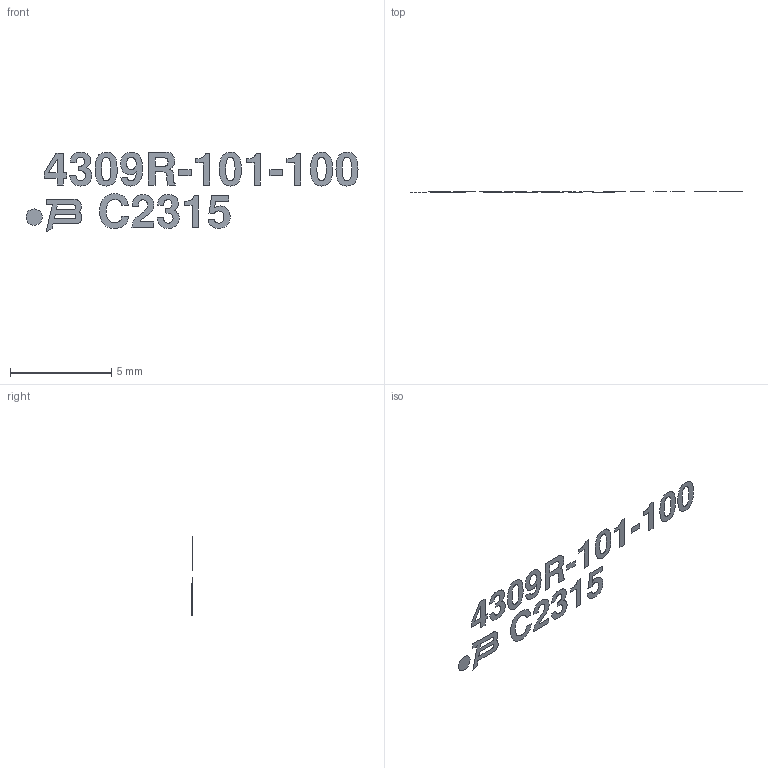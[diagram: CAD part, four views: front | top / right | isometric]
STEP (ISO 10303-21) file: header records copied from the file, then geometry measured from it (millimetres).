
FILE_DESCRIPTION(('FreeCAD Model'),'2;1');
FILE_NAME('Open CASCADE Shape Model','2023-04-17T18:29:11',('Author'),( ''),'Open CASCADE STEP processor 7.5','FreeCAD','Unknown');
FILE_SCHEMA(('AUTOMOTIVE_DESIGN { 1 0 10303 214 1 1 1 1 }'));
Length unit declared in the file: millimetre
Products named in the file (5): Unnamed; Line01; Line02; Bournes-B1; Dot01
Assembly tree (4 placements, depth 2):
  Unnamed
    Line01
    Line02
    Bournes-B1
    Dot01
Bounding box: 16.43 x 0 x 3.94 mm (x, y, z)
Volume: 0 mm3; surface area: 18.9 mm2
Topology: 1 solids, 20 shells, 39 faces, 243 edges, 225 vertices
Faces by surface type: bspline 20, plane 19
Entity records: 2701 total; most frequent: CARTESIAN_POINT 991, ORIENTED_EDGE 297, EDGE_CURVE 243, VERTEX_POINT 225, B_SPLINE_CURVE_WITH_KNOTS 151, DIRECTION 131, LINE 81, VECTOR 81
